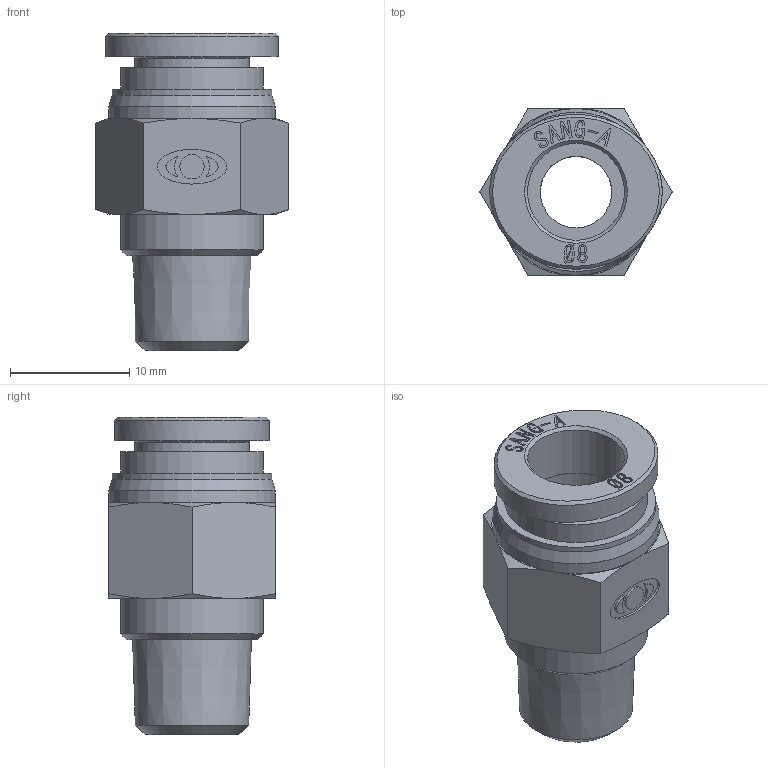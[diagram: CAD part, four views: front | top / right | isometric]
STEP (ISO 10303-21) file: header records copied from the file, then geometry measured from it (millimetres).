
FILE_DESCRIPTION((''),'2;1');
FILE_NAME('F-PC 0801.stp','2020-11-23T15:51:15',('Administrator'),(''),'Autodesk Inventor 2013','Autodesk Inventor 2013','');
FILE_SCHEMA(('CONFIG_CONTROL_DESIGN'));
Length unit declared in the file: millimetre
Products named in the file (3): 조립품12; F-SLEEVE 08(SUS); F-PC BODY 0801
Assembly tree (2 placements, depth 2):
  조립품12
    F-SLEEVE 08(SUS)
    F-PC BODY 0801
Bounding box: 16.17 x 14 x 26.7 mm (x, y, z)
Volume: 2073.7 mm3; surface area: 2188.6 mm2
Topology: 2 solids, 2 shells, 296 faces, 773 edges, 511 vertices
Faces by surface type: plane 135, bspline 131, cone 19, cylinder 11
Full cylindrical faces by diameter (mm): 2.046 x1, 6 x1, 8.15 x1, 8.2 x1, 9.6 x1, 12 x2, 13.4 x1, 14 x1
Entity records: 9269 total; most frequent: CARTESIAN_POINT 2894, ORIENTED_EDGE 1506, DIRECTION 868, EDGE_CURVE 753, VERTEX_POINT 509, VECTOR 422, LINE 422, EDGE_LOOP 348
